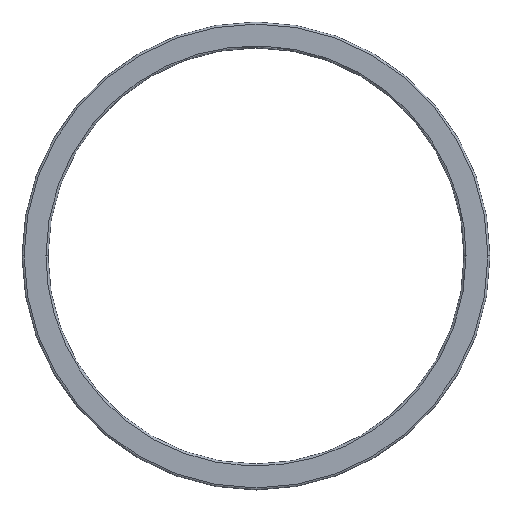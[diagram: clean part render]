
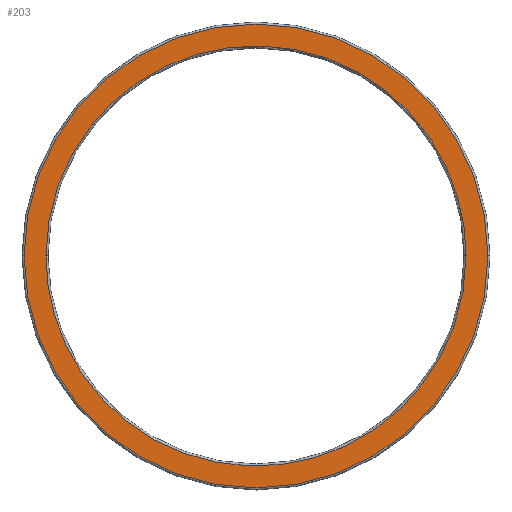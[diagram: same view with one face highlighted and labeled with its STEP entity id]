
A CAD part, top view. The second image highlights one B-rep face of the part: STEP entity #203.
In plain terms, the highlighted planar face has unit normal (0, 0, 1).
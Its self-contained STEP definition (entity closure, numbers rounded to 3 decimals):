
#54=AXIS2_PLACEMENT_3D('Circle Axis2P3D',#52,#53,$) ;
#123=AXIS2_PLACEMENT_3D('Circle Axis2P3D',#121,#122,$) ;
#137=AXIS2_PLACEMENT_3D('Plane Axis2P3D',#134,#135,#136) ;
#49=CARTESIAN_POINT('Vertex',(0.2,22.5,2.)) ;
#52=CARTESIAN_POINT('Axis2P3D Location',(22.5,22.5,2.)) ;
#56=CARTESIAN_POINT('Vertex',(44.8,22.5,2.)) ;
#121=CARTESIAN_POINT('Axis2P3D Location',(22.5,22.5,2.)) ;
#134=CARTESIAN_POINT('Axis2P3D Location',(22.5,22.5,2.)) ;
#144=CARTESIAN_POINT('Control Point',(42.7,22.5,2.)) ;
#145=CARTESIAN_POINT('Control Point',(42.7,20.518,2.)) ;
#146=CARTESIAN_POINT('Control Point',(42.457,18.537,2.)) ;
#147=CARTESIAN_POINT('Control Point',(41.971,16.595,2.)) ;
#148=CARTESIAN_POINT('Control Point',(40.533,12.87,2.)) ;
#149=CARTESIAN_POINT('Control Point',(38.237,9.603,2.)) ;
#150=CARTESIAN_POINT('Control Point',(36.893,8.119,2.)) ;
#151=CARTESIAN_POINT('Control Point',(33.87,5.511,2.)) ;
#152=CARTESIAN_POINT('Control Point',(30.306,3.71,2.)) ;
#153=CARTESIAN_POINT('Control Point',(28.422,3.034,2.)) ;
#154=CARTESIAN_POINT('Control Point',(24.526,2.158,2.)) ;
#155=CARTESIAN_POINT('Control Point',(20.535,2.248,2.)) ;
#156=CARTESIAN_POINT('Control Point',(18.554,2.54,2.)) ;
#157=CARTESIAN_POINT('Control Point',(14.705,3.602,2.)) ;
#158=CARTESIAN_POINT('Control Point',(11.227,5.562,2.)) ;
#159=CARTESIAN_POINT('Control Point',(9.616,6.752,2.)) ;
#160=CARTESIAN_POINT('Control Point',(6.722,9.502,2.)) ;
#161=CARTESIAN_POINT('Control Point',(4.577,12.87,2.)) ;
#162=CARTESIAN_POINT('Control Point',(3.717,14.678,2.)) ;
#163=CARTESIAN_POINT('Control Point',(2.833,17.339,2.)) ;
#164=CARTESIAN_POINT('Control Point',(2.419,20.096,2.)) ;
#165=CARTESIAN_POINT('Control Point',(2.34,20.895,2.)) ;
#166=CARTESIAN_POINT('Control Point',(2.3,21.698,2.)) ;
#167=CARTESIAN_POINT('Control Point',(2.3,22.5,2.)) ;
#168=CARTESIAN_POINT('Vertex',(42.7,22.5,2.)) ;
#170=CARTESIAN_POINT('Vertex',(2.3,22.5,2.)) ;
#174=CARTESIAN_POINT('Control Point',(2.3,22.5,2.)) ;
#175=CARTESIAN_POINT('Control Point',(2.3,24.482,2.)) ;
#176=CARTESIAN_POINT('Control Point',(2.543,26.463,2.)) ;
#177=CARTESIAN_POINT('Control Point',(3.029,28.405,2.)) ;
#178=CARTESIAN_POINT('Control Point',(4.467,32.13,2.)) ;
#179=CARTESIAN_POINT('Control Point',(6.763,35.397,2.)) ;
#180=CARTESIAN_POINT('Control Point',(8.107,36.881,2.)) ;
#181=CARTESIAN_POINT('Control Point',(11.13,39.489,2.)) ;
#182=CARTESIAN_POINT('Control Point',(14.694,41.29,2.)) ;
#183=CARTESIAN_POINT('Control Point',(16.578,41.966,2.)) ;
#184=CARTESIAN_POINT('Control Point',(20.474,42.842,2.)) ;
#185=CARTESIAN_POINT('Control Point',(24.465,42.752,2.)) ;
#186=CARTESIAN_POINT('Control Point',(26.446,42.46,2.)) ;
#187=CARTESIAN_POINT('Control Point',(30.295,41.398,2.)) ;
#188=CARTESIAN_POINT('Control Point',(33.773,39.438,2.)) ;
#189=CARTESIAN_POINT('Control Point',(35.384,38.248,2.)) ;
#190=CARTESIAN_POINT('Control Point',(38.278,35.498,2.)) ;
#191=CARTESIAN_POINT('Control Point',(40.423,32.13,2.)) ;
#192=CARTESIAN_POINT('Control Point',(41.283,30.322,2.)) ;
#193=CARTESIAN_POINT('Control Point',(42.167,27.661,2.)) ;
#194=CARTESIAN_POINT('Control Point',(42.581,24.904,2.)) ;
#195=CARTESIAN_POINT('Control Point',(42.66,24.105,2.)) ;
#196=CARTESIAN_POINT('Control Point',(42.7,23.302,2.)) ;
#197=CARTESIAN_POINT('Control Point',(42.7,22.5,2.)) ;
#53=DIRECTION('Axis2P3D Direction',(0.,0.,1.)) ;
#122=DIRECTION('Axis2P3D Direction',(0.,0.,1.)) ;
#135=DIRECTION('Axis2P3D Direction',(0.,0.,1.)) ;
#136=DIRECTION('Axis2P3D XDirection',(1.,0.,-0.)) ;
#140=ORIENTED_EDGE('',*,*,#58,.T.) ;
#141=ORIENTED_EDGE('',*,*,#125,.T.) ;
#200=ORIENTED_EDGE('',*,*,#172,.T.) ;
#201=ORIENTED_EDGE('',*,*,#198,.T.) ;
#202=FACE_BOUND('',#199,.T.) ;
#203=ADVANCED_FACE('Verrundung1',(#142,#202),#138,.T.) ;
#143=B_SPLINE_CURVE_WITH_KNOTS('',5,(#144,#145,#146,#147,#148,#149,#150,#151,#152,#153,#154,#155,#156,#157,#158,#159,#160,#161,#162,#163,#164,#165,#166,#167),.UNSPECIFIED.,.F.,.U.,(6,3,3,3,3,3,3,6),(0.,14.045,28.09,42.136,56.181,70.226,84.271,89.958),.UNSPECIFIED.) ;
#173=B_SPLINE_CURVE_WITH_KNOTS('',5,(#174,#175,#176,#177,#178,#179,#180,#181,#182,#183,#184,#185,#186,#187,#188,#189,#190,#191,#192,#193,#194,#195,#196,#197),.UNSPECIFIED.,.F.,.U.,(6,3,3,3,3,3,3,6),(0.,14.045,28.09,42.136,56.181,70.226,84.271,89.958),.UNSPECIFIED.) ;
#55=CIRCLE('generated circle',#54,22.3) ;
#124=CIRCLE('generated circle',#123,22.3) ;
#58=EDGE_CURVE('',#57,#50,#55,.T.) ;
#125=EDGE_CURVE('',#50,#57,#124,.T.) ;
#172=EDGE_CURVE('',#169,#171,#143,.T.) ;
#198=EDGE_CURVE('',#171,#169,#173,.T.) ;
#139=EDGE_LOOP('',(#140,#141)) ;
#199=EDGE_LOOP('',(#200,#201)) ;
#142=FACE_OUTER_BOUND('',#139,.T.) ;
#138=PLANE('',#137) ;
#50=VERTEX_POINT('',#49) ;
#57=VERTEX_POINT('',#56) ;
#169=VERTEX_POINT('',#168) ;
#171=VERTEX_POINT('',#170) ;
